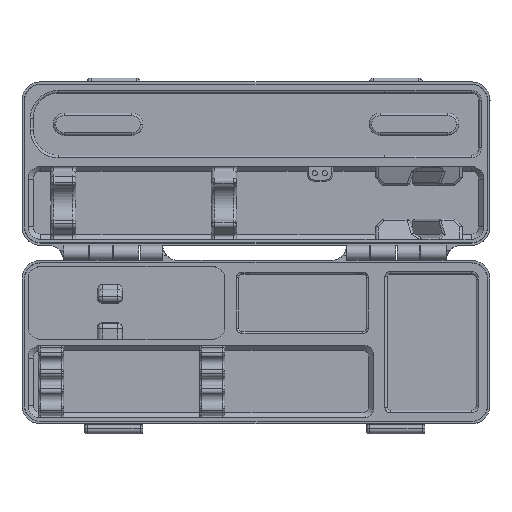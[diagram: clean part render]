
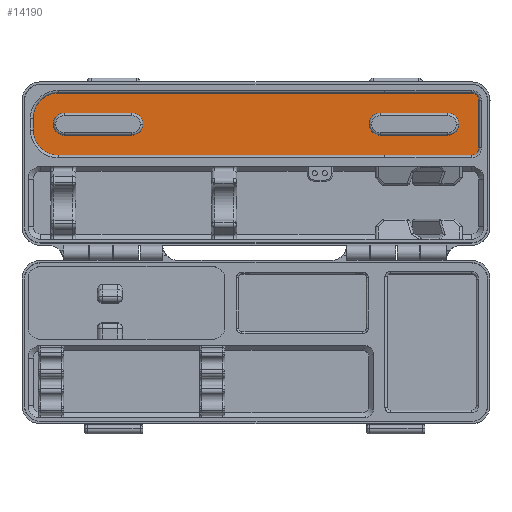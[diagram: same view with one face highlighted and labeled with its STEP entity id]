
A CAD part, top view. The second image highlights one B-rep face of the part: STEP entity #14190.
In plain terms, the highlighted planar face has unit normal (0, 0, 1).
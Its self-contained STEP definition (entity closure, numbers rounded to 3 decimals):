
#735=FACE_BOUND('',#2621,.T.);
#736=FACE_BOUND('',#2622,.T.);
#1013=PLANE('',#15388);
#1694=FACE_OUTER_BOUND('',#2620,.T.);
#2620=EDGE_LOOP('',(#11798,#11799,#11800,#11801,#11802,#11803,#11804,#11805));
#2621=EDGE_LOOP('',(#11806,#11807,#11808,#11809,#11810,#11811));
#2622=EDGE_LOOP('',(#11812,#11813,#11814,#11815,#11816,#11817));
#3590=LINE('',#31735,#4676);
#3594=LINE('',#31751,#4680);
#3647=LINE('',#31987,#4733);
#3648=LINE('',#31991,#4734);
#3649=LINE('',#31995,#4735);
#3650=LINE('',#31999,#4736);
#3651=LINE('',#32005,#4737);
#3652=LINE('',#32011,#4738);
#4676=VECTOR('',#18030,10.);
#4680=VECTOR('',#18048,10.);
#4733=VECTOR('',#18305,10.);
#4734=VECTOR('',#18308,10.);
#4735=VECTOR('',#18311,10.);
#4736=VECTOR('',#18314,10.);
#4737=VECTOR('',#18319,10.);
#4738=VECTOR('',#18324,10.);
#5467=CIRCLE('',#15278,4.376);
#5469=CIRCLE('',#15282,4.376);
#5471=CIRCLE('',#15285,4.376);
#5473=CIRCLE('',#15289,4.376);
#5535=CIRCLE('',#15389,3.);
#5536=CIRCLE('',#15390,3.);
#5537=CIRCLE('',#15391,10.);
#5538=CIRCLE('',#15392,10.);
#5539=CIRCLE('',#15393,4.376);
#5540=CIRCLE('',#15394,4.376);
#5541=CIRCLE('',#15395,4.376);
#5542=CIRCLE('',#15396,4.376);
#6515=VERTEX_POINT('',#31726);
#6517=VERTEX_POINT('',#31730);
#6518=VERTEX_POINT('',#31734);
#6519=VERTEX_POINT('',#31738);
#6521=VERTEX_POINT('',#31744);
#6523=VERTEX_POINT('',#31750);
#6603=VERTEX_POINT('',#31985);
#6604=VERTEX_POINT('',#31986);
#6605=VERTEX_POINT('',#31988);
#6606=VERTEX_POINT('',#31990);
#6607=VERTEX_POINT('',#31992);
#6608=VERTEX_POINT('',#31994);
#6609=VERTEX_POINT('',#31996);
#6610=VERTEX_POINT('',#31998);
#6611=VERTEX_POINT('',#32001);
#6612=VERTEX_POINT('',#32002);
#6613=VERTEX_POINT('',#32004);
#6614=VERTEX_POINT('',#32006);
#6615=VERTEX_POINT('',#32008);
#6616=VERTEX_POINT('',#32010);
#8268=EDGE_CURVE('',#6515,#6517,#5467,.T.);
#8269=EDGE_CURVE('',#6518,#6515,#3590,.T.);
#8273=EDGE_CURVE('',#6519,#6518,#5469,.T.);
#8276=EDGE_CURVE('',#6521,#6519,#5471,.T.);
#8277=EDGE_CURVE('',#6523,#6521,#3594,.T.);
#8281=EDGE_CURVE('',#6517,#6523,#5473,.T.);
#8393=EDGE_CURVE('',#6603,#6604,#3647,.T.);
#8394=EDGE_CURVE('',#6605,#6603,#5535,.T.);
#8395=EDGE_CURVE('',#6606,#6605,#3648,.T.);
#8396=EDGE_CURVE('',#6607,#6606,#5536,.T.);
#8397=EDGE_CURVE('',#6608,#6607,#3649,.T.);
#8398=EDGE_CURVE('',#6609,#6608,#5537,.T.);
#8399=EDGE_CURVE('',#6610,#6609,#3650,.T.);
#8400=EDGE_CURVE('',#6604,#6610,#5538,.T.);
#8401=EDGE_CURVE('',#6611,#6612,#5539,.T.);
#8402=EDGE_CURVE('',#6613,#6611,#3651,.T.);
#8403=EDGE_CURVE('',#6614,#6613,#5540,.T.);
#8404=EDGE_CURVE('',#6615,#6614,#5541,.T.);
#8405=EDGE_CURVE('',#6616,#6615,#3652,.T.);
#8406=EDGE_CURVE('',#6612,#6616,#5542,.T.);
#11798=ORIENTED_EDGE('',*,*,#8393,.F.);
#11799=ORIENTED_EDGE('',*,*,#8394,.F.);
#11800=ORIENTED_EDGE('',*,*,#8395,.F.);
#11801=ORIENTED_EDGE('',*,*,#8396,.F.);
#11802=ORIENTED_EDGE('',*,*,#8397,.F.);
#11803=ORIENTED_EDGE('',*,*,#8398,.F.);
#11804=ORIENTED_EDGE('',*,*,#8399,.F.);
#11805=ORIENTED_EDGE('',*,*,#8400,.F.);
#11806=ORIENTED_EDGE('',*,*,#8268,.T.);
#11807=ORIENTED_EDGE('',*,*,#8281,.T.);
#11808=ORIENTED_EDGE('',*,*,#8277,.T.);
#11809=ORIENTED_EDGE('',*,*,#8276,.T.);
#11810=ORIENTED_EDGE('',*,*,#8273,.T.);
#11811=ORIENTED_EDGE('',*,*,#8269,.T.);
#11812=ORIENTED_EDGE('',*,*,#8401,.F.);
#11813=ORIENTED_EDGE('',*,*,#8402,.F.);
#11814=ORIENTED_EDGE('',*,*,#8403,.F.);
#11815=ORIENTED_EDGE('',*,*,#8404,.F.);
#11816=ORIENTED_EDGE('',*,*,#8405,.F.);
#11817=ORIENTED_EDGE('',*,*,#8406,.F.);
#14190=ADVANCED_FACE('',(#1694,#735,#736),#1013,.F.);
#15278=AXIS2_PLACEMENT_3D('',#31732,#18026,#18027);
#15282=AXIS2_PLACEMENT_3D('',#31742,#18037,#18038);
#15285=AXIS2_PLACEMENT_3D('',#31748,#18044,#18045);
#15289=AXIS2_PLACEMENT_3D('',#31757,#18055,#18056);
#15388=AXIS2_PLACEMENT_3D('',#31984,#18303,#18304);
#15389=AXIS2_PLACEMENT_3D('',#31989,#18306,#18307);
#15390=AXIS2_PLACEMENT_3D('',#31993,#18309,#18310);
#15391=AXIS2_PLACEMENT_3D('',#31997,#18312,#18313);
#15392=AXIS2_PLACEMENT_3D('',#32000,#18315,#18316);
#15393=AXIS2_PLACEMENT_3D('',#32003,#18317,#18318);
#15394=AXIS2_PLACEMENT_3D('',#32007,#18320,#18321);
#15395=AXIS2_PLACEMENT_3D('',#32009,#18322,#18323);
#15396=AXIS2_PLACEMENT_3D('',#32012,#18325,#18326);
#18026=DIRECTION('center_axis',(0.,0.,
-1.));
#18027=DIRECTION('ref_axis',(0.707,0.707,0.));
#18030=DIRECTION('',(1.,0.,0.));
#18037=DIRECTION('center_axis',(0.,0.,
-1.));
#18038=DIRECTION('ref_axis',(-0.707,0.707,0.));
#18044=DIRECTION('center_axis',(0.,0.,
-1.));
#18045=DIRECTION('ref_axis',(-0.707,-0.707,0.));
#18048=DIRECTION('',(-1.,0.,0.));
#18055=DIRECTION('center_axis',(0.,0.,
-1.));
#18056=DIRECTION('ref_axis',(0.707,-0.707,0.));
#18303=DIRECTION('center_axis',(0.,0.,
-1.));
#18304=DIRECTION('ref_axis',(-1.,0.,0.));
#18305=DIRECTION('',(-1.,0.,0.));
#18306=DIRECTION('center_axis',(0.,0.,
-1.));
#18307=DIRECTION('ref_axis',(1.,0.,0.));
#18308=DIRECTION('',(0.,-1.,0.));
#18309=DIRECTION('center_axis',(0.,0.,
-1.));
#18310=DIRECTION('ref_axis',(0.,1.,0.));
#18311=DIRECTION('',(1.,0.,0.));
#18312=DIRECTION('center_axis',(0.,0.,
-1.));
#18313=DIRECTION('ref_axis',(-0.707,0.707,0.));
#18314=DIRECTION('',(0.,1.,0.));
#18315=DIRECTION('center_axis',(0.,0.,
-1.));
#18316=DIRECTION('ref_axis',(-0.707,-0.707,0.));
#18317=DIRECTION('center_axis',(0.,0.,
1.));
#18318=DIRECTION('ref_axis',(0.707,-0.707,0.));
#18319=DIRECTION('',(1.,0.,0.));
#18320=DIRECTION('center_axis',(0.,0.,
1.));
#18321=DIRECTION('ref_axis',(-0.707,-0.707,0.));
#18322=DIRECTION('center_axis',(0.,0.,
1.));
#18323=DIRECTION('ref_axis',(-0.707,0.707,0.));
#18324=DIRECTION('',(-1.,0.,0.));
#18325=DIRECTION('center_axis',(0.,0.,
1.));
#18326=DIRECTION('ref_axis',(0.707,0.707,0.));
#31726=CARTESIAN_POINT('',(499.724,103.619,2.272));
#31730=CARTESIAN_POINT('',(504.1,99.243,2.272));
#31732=CARTESIAN_POINT('Origin',(499.724,99.243,2.272));
#31734=CARTESIAN_POINT('',(472.857,103.619,2.272));
#31735=CARTESIAN_POINT('',(475.916,103.619,2.272));
#31738=CARTESIAN_POINT('',(468.481,99.243,2.272));
#31742=CARTESIAN_POINT('Origin',(472.857,99.243,2.272));
#31744=CARTESIAN_POINT('',(472.857,94.867,2.272));
#31748=CARTESIAN_POINT('Origin',(472.857,99.243,2.272));
#31750=CARTESIAN_POINT('',(499.724,94.867,2.272));
#31751=CARTESIAN_POINT('',(447.606,94.867,2.272));
#31757=CARTESIAN_POINT('Origin',(499.724,99.243,2.272));
#31984=CARTESIAN_POINT('Origin',(452.6,99.334,2.272));
#31985=CARTESIAN_POINT('',(509.1,86.867,2.272));
#31986=CARTESIAN_POINT('',(345.1,86.867,2.272));
#31987=CARTESIAN_POINT('',(395.363,86.867,2.272));
#31988=CARTESIAN_POINT('',(512.1,89.867,2.272));
#31989=CARTESIAN_POINT('Origin',(509.1,89.867,2.272));
#31990=CARTESIAN_POINT('',(512.1,108.619,2.272));
#31991=CARTESIAN_POINT('',(512.1,104.067,2.272));
#31992=CARTESIAN_POINT('',(509.1,111.619,2.272));
#31993=CARTESIAN_POINT('Origin',(509.1,108.619,2.272));
#31994=CARTESIAN_POINT('',(345.1,111.619,2.272));
#31995=CARTESIAN_POINT('',(409.85,111.619,2.272));
#31996=CARTESIAN_POINT('',(335.1,101.619,2.272));
#31997=CARTESIAN_POINT('Origin',(345.1,101.619,2.272));
#31998=CARTESIAN_POINT('',(335.1,96.867,2.272));
#31999=CARTESIAN_POINT('',(335.1,94.6,2.272));
#32000=CARTESIAN_POINT('Origin',(345.1,96.867,2.272));
#32001=CARTESIAN_POINT('',(374.343,94.867,2.272));
#32002=CARTESIAN_POINT('',(378.719,99.243,2.272));
#32003=CARTESIAN_POINT('Origin',(374.343,99.243,2.272));
#32004=CARTESIAN_POINT('',(347.476,94.867,2.272));
#32005=CARTESIAN_POINT('',(398.85,94.867,2.272));
#32006=CARTESIAN_POINT('',(343.1,99.243,2.272));
#32007=CARTESIAN_POINT('Origin',(347.476,99.243,2.272));
#32008=CARTESIAN_POINT('',(347.476,103.619,2.272));
#32009=CARTESIAN_POINT('Origin',(347.476,99.243,2.272));
#32010=CARTESIAN_POINT('',(374.343,103.619,2.272));
#32011=CARTESIAN_POINT('',(455.469,103.619,2.272));
#32012=CARTESIAN_POINT('Origin',(374.343,99.243,2.272));
